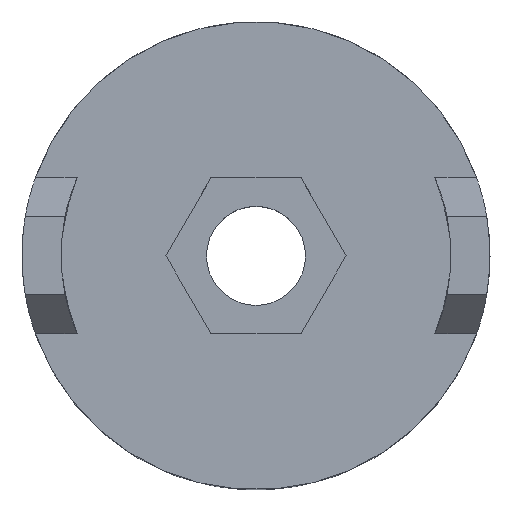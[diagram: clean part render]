
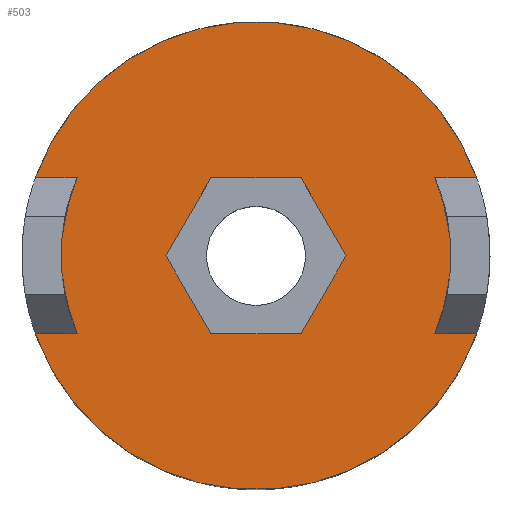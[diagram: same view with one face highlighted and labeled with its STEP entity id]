
A CAD part, top view. The second image highlights one B-rep face of the part: STEP entity #503.
In plain terms, the highlighted planar face has unit normal (0, 0, 1).
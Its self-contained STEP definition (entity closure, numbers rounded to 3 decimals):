
#27=PLANE('',#557);
#36=FACE_BOUND('',#104,.T.);
#41=CIRCLE('',#532,12.5);
#42=CIRCLE('',#535,12.5);
#47=CIRCLE('',#558,15.);
#48=CIRCLE('',#559,15.);
#76=FACE_OUTER_BOUND('',#103,.T.);
#103=EDGE_LOOP('',(#414,#415,#416,#417,#418,#419,#420,#421));
#104=EDGE_LOOP('',(#422,#423,#424,#425,#426,#427));
#124=LINE('',#900,#167);
#127=LINE('',#912,#170);
#132=LINE('',#924,#175);
#135=LINE('',#930,#178);
#141=LINE('',#943,#184);
#143=LINE('',#954,#186);
#145=LINE('',#961,#188);
#146=LINE('',#963,#189);
#147=LINE('',#964,#190);
#148=LINE('',#965,#191);
#167=VECTOR('',#607,10.);
#170=VECTOR('',#620,10.);
#175=VECTOR('',#631,10.);
#178=VECTOR('',#636,10.);
#184=VECTOR('',#648,10.);
#186=VECTOR('',#662,10.);
#188=VECTOR('',#670,10.);
#189=VECTOR('',#671,10.);
#190=VECTOR('',#672,10.);
#191=VECTOR('',#673,10.);
#226=VERTEX_POINT('',#877);
#227=VERTEX_POINT('',#879);
#230=VERTEX_POINT('',#886);
#231=VERTEX_POINT('',#888);
#235=VERTEX_POINT('',#898);
#238=VERTEX_POINT('',#910);
#239=VERTEX_POINT('',#911);
#243=VERTEX_POINT('',#923);
#245=VERTEX_POINT('',#929);
#249=VERTEX_POINT('',#941);
#252=VERTEX_POINT('',#953);
#253=VERTEX_POINT('',#959);
#254=VERTEX_POINT('',#960);
#255=VERTEX_POINT('',#962);
#278=EDGE_CURVE('',#227,#226,#41,.T.);
#282=EDGE_CURVE('',#231,#230,#42,.T.);
#288=EDGE_CURVE('',#230,#235,#124,.T.);
#293=EDGE_CURVE('',#238,#239,#127,.T.);
#299=EDGE_CURVE('',#239,#243,#132,.T.);
#302=EDGE_CURVE('',#245,#231,#135,.T.);
#309=EDGE_CURVE('',#226,#249,#141,.T.);
#314=EDGE_CURVE('',#252,#227,#143,.T.);
#316=EDGE_CURVE('',#235,#252,#47,.T.);
#317=EDGE_CURVE('',#249,#245,#48,.T.);
#318=EDGE_CURVE('',#253,#254,#145,.T.);
#319=EDGE_CURVE('',#255,#253,#146,.T.);
#320=EDGE_CURVE('',#255,#243,#147,.T.);
#321=EDGE_CURVE('',#238,#254,#148,.T.);
#414=ORIENTED_EDGE('',*,*,#288,.T.);
#415=ORIENTED_EDGE('',*,*,#316,.T.);
#416=ORIENTED_EDGE('',*,*,#314,.T.);
#417=ORIENTED_EDGE('',*,*,#278,.T.);
#418=ORIENTED_EDGE('',*,*,#309,.T.);
#419=ORIENTED_EDGE('',*,*,#317,.T.);
#420=ORIENTED_EDGE('',*,*,#302,.T.);
#421=ORIENTED_EDGE('',*,*,#282,.T.);
#422=ORIENTED_EDGE('',*,*,#318,.F.);
#423=ORIENTED_EDGE('',*,*,#319,.F.);
#424=ORIENTED_EDGE('',*,*,#320,.T.);
#425=ORIENTED_EDGE('',*,*,#299,.F.);
#426=ORIENTED_EDGE('',*,*,#293,.F.);
#427=ORIENTED_EDGE('',*,*,#321,.T.);
#503=ADVANCED_FACE('',(#76,#36),#27,.T.);
#532=AXIS2_PLACEMENT_3D('',#880,#588,#589);
#535=AXIS2_PLACEMENT_3D('',#889,#596,#597);
#557=AXIS2_PLACEMENT_3D('',#956,#664,#665);
#558=AXIS2_PLACEMENT_3D('',#957,#666,#667);
#559=AXIS2_PLACEMENT_3D('',#958,#668,#669);
#588=DIRECTION('center_axis',(0.,0.,1.));
#589=DIRECTION('ref_axis',(-1.,0.,0.));
#596=DIRECTION('center_axis',(0.,0.,1.));
#597=DIRECTION('ref_axis',(-1.,0.,0.));
#607=DIRECTION('',(1.,0.,0.));
#620=DIRECTION('',(-0.5,-0.866,0.));
#631=DIRECTION('',(0.5,-0.866,0.));
#636=DIRECTION('',(-1.,0.,0.));
#648=DIRECTION('',(-1.,0.,0.));
#662=DIRECTION('',(1.,0.,0.));
#664=DIRECTION('center_axis',(0.,0.,1.));
#665=DIRECTION('ref_axis',(-1.,0.,0.));
#666=DIRECTION('center_axis',(0.,0.,1.));
#667=DIRECTION('ref_axis',(-1.,0.,0.));
#668=DIRECTION('center_axis',(0.,0.,1.));
#669=DIRECTION('ref_axis',(-1.,0.,0.));
#670=DIRECTION('',(-0.5,0.866,0.));
#671=DIRECTION('',(0.5,0.866,0.));
#672=DIRECTION('',(-1.,0.,0.));
#673=DIRECTION('',(1.,0.,0.));
#877=CARTESIAN_POINT('',(-11.456,-5.,8.));
#879=CARTESIAN_POINT('',(-11.456,5.,8.));
#880=CARTESIAN_POINT('Origin',(0.,0.,8.));
#886=CARTESIAN_POINT('',(11.456,5.,8.));
#888=CARTESIAN_POINT('',(11.456,-5.,8.));
#889=CARTESIAN_POINT('Origin',(0.,0.,8.));
#898=CARTESIAN_POINT('',(14.142,5.,8.));
#900=CARTESIAN_POINT('',(7.5,5.,8.));
#910=CARTESIAN_POINT('',(-2.887,5.,8.));
#911=CARTESIAN_POINT('',(-5.774,0.,8.));
#912=CARTESIAN_POINT('',(-5.864,-0.156,8.));
#923=CARTESIAN_POINT('',(-2.887,-5.,8.));
#924=CARTESIAN_POINT('',(-2.797,-5.156,8.));
#929=CARTESIAN_POINT('',(14.142,-5.,8.));
#930=CARTESIAN_POINT('',(7.5,-5.,8.));
#941=CARTESIAN_POINT('',(-14.142,-5.,8.));
#943=CARTESIAN_POINT('',(7.5,-5.,8.));
#953=CARTESIAN_POINT('',(-14.142,5.,8.));
#954=CARTESIAN_POINT('',(7.5,5.,8.));
#956=CARTESIAN_POINT('Origin',(0.,0.,8.));
#957=CARTESIAN_POINT('Origin',(0.,0.,8.));
#958=CARTESIAN_POINT('Origin',(0.,0.,8.));
#959=CARTESIAN_POINT('',(5.774,0.,8.));
#960=CARTESIAN_POINT('',(2.887,5.,8.));
#961=CARTESIAN_POINT('',(4.42,2.344,8.));
#962=CARTESIAN_POINT('',(2.887,-5.,8.));
#963=CARTESIAN_POINT('',(4.24,-2.656,8.));
#964=CARTESIAN_POINT('',(-2.887,-5.,8.));
#965=CARTESIAN_POINT('',(2.887,5.,8.));
